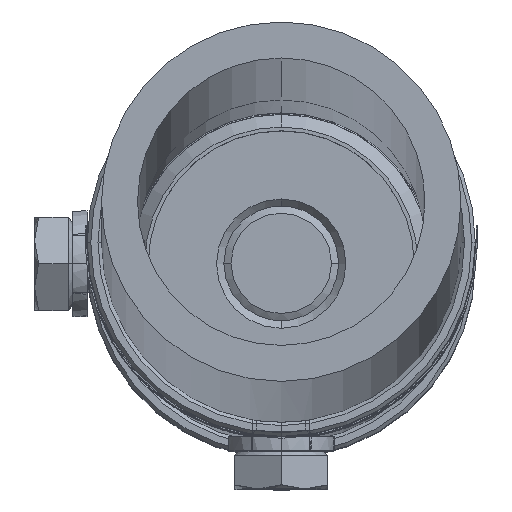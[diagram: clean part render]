
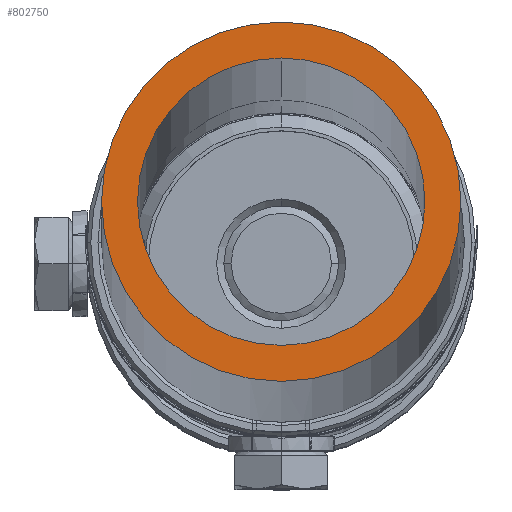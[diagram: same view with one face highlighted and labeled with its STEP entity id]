
A CAD part, top view. The second image highlights one B-rep face of the part: STEP entity #802750.
In plain terms, the highlighted planar face has unit normal (0, 0, 1).
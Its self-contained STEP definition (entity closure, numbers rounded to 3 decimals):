
#798690=CARTESIAN_POINT('',(25.,0.,4995.));
#798700=VERTEX_POINT('',#798690);
#798800=CARTESIAN_POINT('',(-25.,0.,4995.))
;
#798810=VERTEX_POINT('',#798800);
#798840=CARTESIAN_POINT('',(0.,0.,4995.));
#798850=DIRECTION('',(0.,0.,1.));
#798860=DIRECTION('',(1.,0.,0.));
#798870=AXIS2_PLACEMENT_3D('',#798840,#798850,#798860);
#798880=CIRCLE('',#798870,25.);
#798890=EDGE_CURVE('',#798810,#798700,#798880,.T.);
#802500=CARTESIAN_POINT('',(26.,0.,4995.));
#802510=DIRECTION('',(0.,0.,-1.));
#802520=DIRECTION('',(0.,1.,0.));
#802530=AXIS2_PLACEMENT_3D('',#802500,#802510,#802520);
#802540=PLANE('',#802530);
#802550=CARTESIAN_POINT('',(0.,0.,4995.));
#802560=DIRECTION('',(0.,0.,-1.));
#802570=DIRECTION('',(0.,1.,0.));
#802580=AXIS2_PLACEMENT_3D('',#802550,#802560,#802570);
#802590=CIRCLE('',#802580,20.);
#802600=CARTESIAN_POINT('',(0.,20.,4995.));
#802610=VERTEX_POINT('',#802600);
#802620=CARTESIAN_POINT('',(0.,-20.,4995.))
;
#802630=VERTEX_POINT('',#802620);
#802640=EDGE_CURVE('',#802610,#802630,#802590,.T.);
#802650=ORIENTED_EDGE('',*,*,#802640,.T.);
#802660=EDGE_CURVE('',#802630,#802610,#802590,.T.);
#802670=ORIENTED_EDGE('',*,*,#802660,.T.);
#802680=EDGE_LOOP('',(#802670,#802650));
#802690=FACE_BOUND('',#802680,.T.);
#802700=EDGE_CURVE('',#798700,#798810,#798880,.T.);
#802710=ORIENTED_EDGE('',*,*,#802700,.T.);
#802720=ORIENTED_EDGE('',*,*,#798890,.T.);
#802730=EDGE_LOOP('',(#802720,#802710));
#802740=FACE_OUTER_BOUND('',#802730,.T.);
#802750=ADVANCED_FACE('',(#802690,#802740),#802540,.F.);
